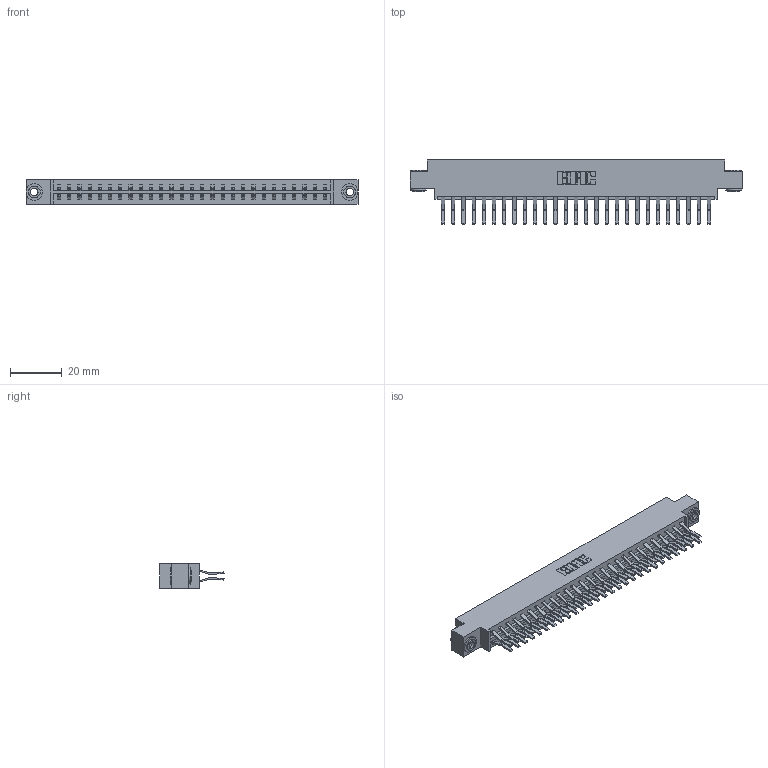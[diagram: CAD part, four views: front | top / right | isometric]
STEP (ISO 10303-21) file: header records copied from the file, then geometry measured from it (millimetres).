
FILE_DESCRIPTION (( 'STEP AP203' ), '1' );
FILE_NAME ('333-054-560-803.STEP', '2018-08-04T04:23:51', ( '' ), ( '' ), 'SwSTEP 2.0', 'SolidWorks 2016', '' );
FILE_SCHEMA (( 'CONFIG_CONTROL_DESIGN' ));
Length unit declared in the file: inch
Products named in the file (4): 345-250-002_345-250-002-102; 333-054-560-803; 333 Part_Offset - .156 Dia - TH; 345-292-001_560 Tail
Assembly tree (57 placements, depth 2):
  333-054-560-803
    333 Part_Offset - .156 Dia - TH
    345-292-001_560 Tail  x54
    345-250-002_345-250-002-102  x2
Bounding box: 128.52 x 24.78 x 9.4 mm (x, y, z)
Volume: 13126.8 mm3; surface area: 16809.4 mm2
Topology: 57 solids, 57 shells, 3072 faces, 9093 edges, 5986 vertices
Faces by surface type: plane 2028, cylinder 1036, cone 8
Entity records: 20180 total; most frequent: CARTESIAN_POINT 3341, ORIENTED_EDGE 3270, DIRECTION 2917, EDGE_CURVE 1635, LINE 1479, VECTOR 1479, VERTEX_POINT 1086, AXIS2_PLACEMENT_3D 719
